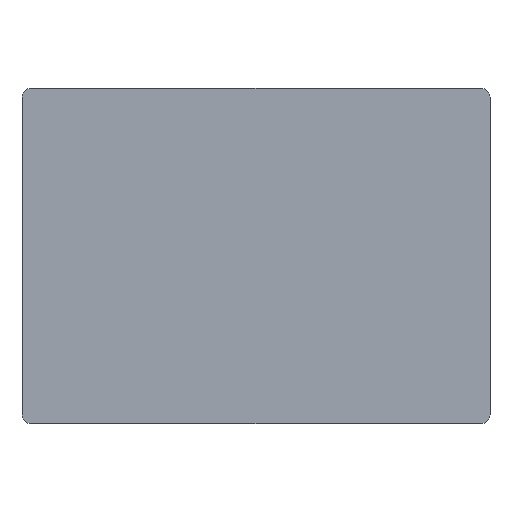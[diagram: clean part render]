
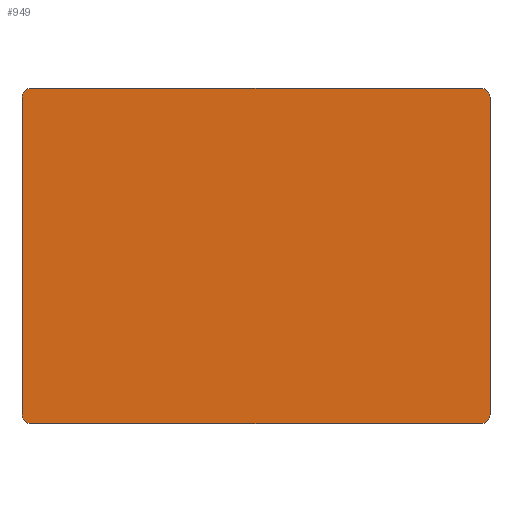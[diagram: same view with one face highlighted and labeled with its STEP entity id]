
A CAD part, top view. The second image highlights one B-rep face of the part: STEP entity #949.
In plain terms, the highlighted planar face has unit normal (0, 0, 1).
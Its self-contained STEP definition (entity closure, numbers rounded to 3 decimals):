
#55=PLANE('',#1072);
#107=FACE_OUTER_BOUND('',#167,.T.);
#167=EDGE_LOOP('',(#835,#836,#837,#838,#839,#840,#841,#842));
#246=LINE('',#1596,#330);
#250=LINE('',#1608,#334);
#254=LINE('',#1620,#338);
#258=LINE('',#1630,#342);
#330=VECTOR('',#1319,10.);
#334=VECTOR('',#1331,10.);
#338=VECTOR('',#1343,10.);
#342=VECTOR('',#1355,10.);
#384=CIRCLE('',#1058,2.);
#386=CIRCLE('',#1062,2.);
#388=CIRCLE('',#1066,2.);
#390=CIRCLE('',#1070,2.);
#465=VERTEX_POINT('',#1587);
#466=VERTEX_POINT('',#1589);
#468=VERTEX_POINT('',#1595);
#470=VERTEX_POINT('',#1601);
#472=VERTEX_POINT('',#1607);
#474=VERTEX_POINT('',#1613);
#476=VERTEX_POINT('',#1619);
#478=VERTEX_POINT('',#1625);
#589=EDGE_CURVE('',#466,#465,#384,.T.);
#592=EDGE_CURVE('',#468,#466,#246,.T.);
#595=EDGE_CURVE('',#470,#468,#386,.T.);
#598=EDGE_CURVE('',#472,#470,#250,.T.);
#601=EDGE_CURVE('',#474,#472,#388,.T.);
#604=EDGE_CURVE('',#476,#474,#254,.T.);
#607=EDGE_CURVE('',#478,#476,#390,.T.);
#610=EDGE_CURVE('',#465,#478,#258,.T.);
#835=ORIENTED_EDGE('',*,*,#610,.T.);
#836=ORIENTED_EDGE('',*,*,#607,.T.);
#837=ORIENTED_EDGE('',*,*,#604,.T.);
#838=ORIENTED_EDGE('',*,*,#601,.T.);
#839=ORIENTED_EDGE('',*,*,#598,.T.);
#840=ORIENTED_EDGE('',*,*,#595,.T.);
#841=ORIENTED_EDGE('',*,*,#592,.T.);
#842=ORIENTED_EDGE('',*,*,#589,.T.);
#949=ADVANCED_FACE('',(#107),#55,.T.);
#1058=AXIS2_PLACEMENT_3D('',#1590,#1313,#1314);
#1062=AXIS2_PLACEMENT_3D('',#1602,#1325,#1326);
#1066=AXIS2_PLACEMENT_3D('',#1614,#1337,#1338);
#1070=AXIS2_PLACEMENT_3D('',#1626,#1349,#1350);
#1072=AXIS2_PLACEMENT_3D('',#1631,#1356,#1357);
#1313=DIRECTION('center_axis',(0.,0.,1.));
#1314=DIRECTION('ref_axis',(1.,0.,0.));
#1319=DIRECTION('',(0.,1.,0.));
#1325=DIRECTION('center_axis',(0.,0.,
1.));
#1326=DIRECTION('ref_axis',(0.,-1.,0.));
#1331=DIRECTION('',(1.,0.,0.));
#1337=DIRECTION('center_axis',(0.,0.,1.));
#1338=DIRECTION('ref_axis',(-1.,0.,0.));
#1343=DIRECTION('',(0.,-1.,0.));
#1349=DIRECTION('center_axis',(0.,0.,1.));
#1350=DIRECTION('ref_axis',(0.,1.,0.));
#1355=DIRECTION('',(-1.,0.,0.));
#1356=DIRECTION('center_axis',(0.,0.,
1.));
#1357=DIRECTION('ref_axis',(1.,0.,0.));
#1587=CARTESIAN_POINT('',(61.,43.,3.));
#1589=CARTESIAN_POINT('',(63.,41.,3.));
#1590=CARTESIAN_POINT('Origin',(61.,41.,3.));
#1595=CARTESIAN_POINT('',(63.,-31.,3.));
#1596=CARTESIAN_POINT('',(63.,-31.,3.));
#1601=CARTESIAN_POINT('',(61.,-33.,3.));
#1602=CARTESIAN_POINT('Origin',(61.,-31.,3.));
#1607=CARTESIAN_POINT('',(-41.,-33.,3.));
#1608=CARTESIAN_POINT('',(-41.,-33.,3.));
#1613=CARTESIAN_POINT('',(-43.,-31.,3.));
#1614=CARTESIAN_POINT('Origin',(-41.,-31.,3.));
#1619=CARTESIAN_POINT('',(-43.,41.,3.));
#1620=CARTESIAN_POINT('',(-43.,41.,3.));
#1625=CARTESIAN_POINT('',(-41.,43.,3.));
#1626=CARTESIAN_POINT('Origin',(-41.,41.,3.));
#1630=CARTESIAN_POINT('',(61.,43.,3.));
#1631=CARTESIAN_POINT('Origin',(10.,5.,3.));
